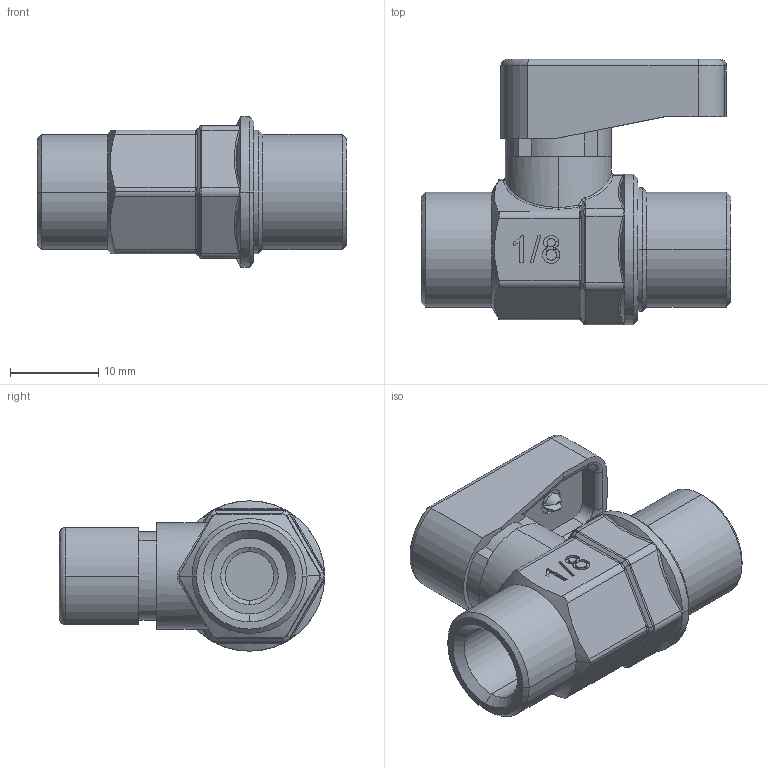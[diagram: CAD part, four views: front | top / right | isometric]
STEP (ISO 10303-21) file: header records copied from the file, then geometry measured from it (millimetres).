
FILE_DESCRIPTION (( 'STEP AP214' ), '1' );
FILE_NAME ('0640000001.step', '2012-10-02T16:30:44', ( '' ), ( '' ), 'SwSTEP 2.0', 'SolidWorks 2012', '' );
FILE_SCHEMA (( 'AUTOMOTIVE_DESIGN' ));
Length unit declared in the file: millimetre
Products named in the file (1): 0640000001
Bounding box: 35 x 30 x 17 mm (x, y, z)
Volume: 6757.2 mm3; surface area: 4012.8 mm2
Topology: 8 solids, 17 shells, 637 faces, 1609 edges, 1031 vertices
Faces by surface type: plane 275, bspline 183, cylinder 113, cone 36, torus 28, sphere 2
Entity records: 26254 total; most frequent: CARTESIAN_POINT 12225, ORIENTED_EDGE 3218, DIRECTION 2356, EDGE_CURVE 1609, VERTEX_POINT 1031, LINE 816, VECTOR 816, AXIS2_PLACEMENT_3D 770
